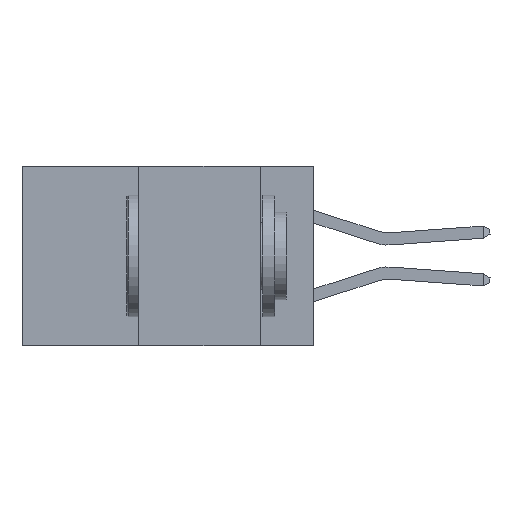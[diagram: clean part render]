
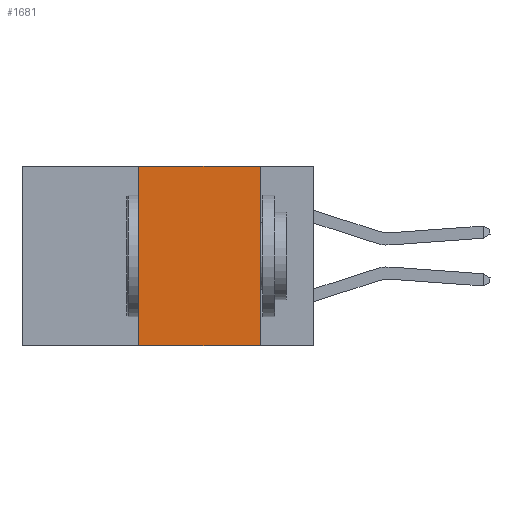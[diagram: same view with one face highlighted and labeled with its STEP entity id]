
A CAD part, left-side view. The second image highlights one B-rep face of the part: STEP entity #1681.
In plain terms, the highlighted planar face has unit normal (-1, 0, 0).
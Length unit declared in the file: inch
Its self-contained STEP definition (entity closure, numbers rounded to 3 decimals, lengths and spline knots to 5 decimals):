
#225 = EDGE_CURVE ( 'NONE', #5543, #5552, #8406, .T. ) ;
#1040 = FACE_OUTER_BOUND ( 'NONE', #8183, .T. ) ;
#1212 = DIRECTION ( 'NONE',  ( 0., 0., -1. ) ) ;
#1267 = ORIENTED_EDGE ( 'NONE', *, *, #6262, .F. ) ;
#1441 = DIRECTION ( 'NONE',  ( 1., 0., 0. ) ) ;
#1455 = EDGE_CURVE ( 'NONE', #10849, #4808, #5559, .T. ) ;
#1591 = CARTESIAN_POINT ( 'NONE',  ( 0., 0.36, 0. ) ) ;
#1633 = DIRECTION ( 'NONE',  ( 0., 0., 1. ) ) ;
#1681 = ADVANCED_FACE ( 'NONE', ( #1040 ), #6528, .F. ) ;
#1808 = ORIENTED_EDGE ( 'NONE', *, *, #1455, .F. ) ;
#2198 = LINE ( 'NONE', #6707, #6446 ) ;
#2417 = VECTOR ( 'NONE', #3199, 39.37008 ) ;
#2467 = ORIENTED_EDGE ( 'NONE', *, *, #225, .T. ) ;
#2872 = VECTOR ( 'NONE', #1212, 39.37008 ) ;
#3199 = DIRECTION ( 'NONE',  ( 0., -1., 0. ) ) ;
#3605 = DIRECTION ( 'NONE',  ( 0., -1., 0. ) ) ;
#4755 = LINE ( 'NONE', #10562, #2872 ) ;
#4808 = VERTEX_POINT ( 'NONE', #6996 ) ;
#4899 = DIRECTION ( 'NONE',  ( 0., 0., -1. ) ) ;
#5543 = VERTEX_POINT ( 'NONE', #9201 ) ;
#5552 = VERTEX_POINT ( 'NONE', #9383 ) ;
#5559 = LINE ( 'NONE', #9598, #9886 ) ;
#6262 = EDGE_CURVE ( 'NONE', #4808, #5552, #4755, .T. ) ;
#6446 = VECTOR ( 'NONE', #1633, 39.37008 ) ;
#6528 = PLANE ( 'NONE',  #8206 ) ;
#6707 = CARTESIAN_POINT ( 'NONE',  ( 0., 0.36, 0. ) ) ;
#6996 = CARTESIAN_POINT ( 'NONE',  ( 0., 0.11, 0. ) ) ;
#7468 = ORIENTED_EDGE ( 'NONE', *, *, #7701, .F. ) ;
#7701 = EDGE_CURVE ( 'NONE', #5543, #10849, #2198, .T. ) ;
#8183 = EDGE_LOOP ( 'NONE', ( #1267, #1808, #7468, #2467 ) ) ;
#8206 = AXIS2_PLACEMENT_3D ( 'NONE', #10052, #1441, #4899 ) ;
#8327 = CARTESIAN_POINT ( 'NONE',  ( 0., 0.6, -0.37 ) ) ;
#8406 = LINE ( 'NONE', #8327, #2417 ) ;
#9201 = CARTESIAN_POINT ( 'NONE',  ( 0., 0.36, -0.37 ) ) ;
#9383 = CARTESIAN_POINT ( 'NONE',  ( 0., 0.11, -0.37 ) ) ;
#9598 = CARTESIAN_POINT ( 'NONE',  ( 0., 0.6, 0. ) ) ;
#9886 = VECTOR ( 'NONE', #3605, 39.37008 ) ;
#10052 = CARTESIAN_POINT ( 'NONE',  ( 0., 0.6, 0. ) ) ;
#10562 = CARTESIAN_POINT ( 'NONE',  ( 0., 0.11, 0. ) ) ;
#10849 = VERTEX_POINT ( 'NONE', #1591 ) ;
